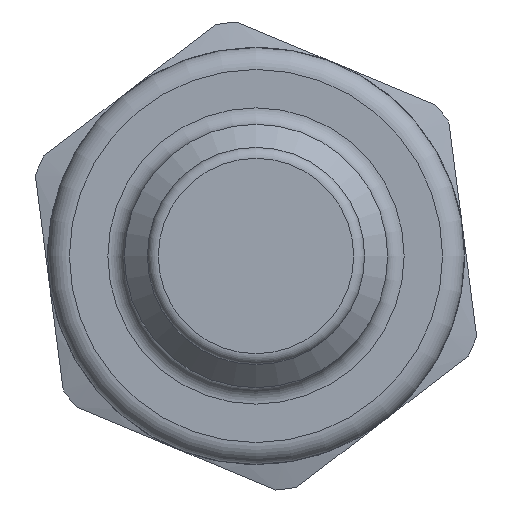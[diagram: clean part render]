
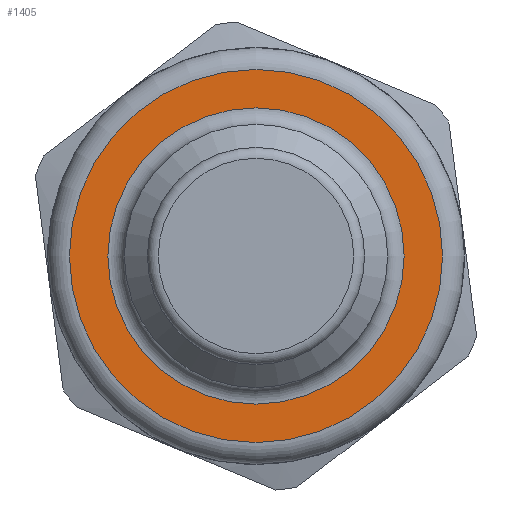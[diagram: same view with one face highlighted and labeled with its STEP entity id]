
A CAD part, left-side view. The second image highlights one B-rep face of the part: STEP entity #1405.
In plain terms, the highlighted planar face has unit normal (-1, 0, 0).
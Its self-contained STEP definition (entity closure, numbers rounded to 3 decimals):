
#1363=CARTESIAN_POINT('',(20.0,8.5,0.0));
#1364=VERTEX_POINT('',#1363);
#1365=CARTESIAN_POINT('',(20.0,0.0,0.0));
#1366=DIRECTION('',(1.0,0.0,0.0));
#1367=DIRECTION('',(0.0,-1.0,0.0));
#1368=AXIS2_PLACEMENT_3D('',#1365,#1366,#1367);
#1369=CIRCLE('',#1368,8.5);
#1370=EDGE_CURVE('',#1364,#1364,#1369,.T.);
#1386=CARTESIAN_POINT('',(20.0,7.75,0.0));
#1387=DIRECTION('',(-1.0,0.0,0.0));
#1388=DIRECTION('',(0.0,0.0,1.0));
#1389=AXIS2_PLACEMENT_3D('',#1386,#1387,#1388);
#1390=PLANE('',#1389);
#1391=ORIENTED_EDGE('',*,*,#1370,.F.);
#1392=EDGE_LOOP('',(#1391));
#1393=FACE_OUTER_BOUND('',#1392,.T.);
#1394=CARTESIAN_POINT('',(20.0,6.75,0.));
#1395=VERTEX_POINT('',#1394);
#1396=CARTESIAN_POINT('',(20.0,0.0,0.0));
#1397=DIRECTION('',(-1.0,0.0,0.0));
#1398=DIRECTION('',(0.0,-1.0,0.0));
#1399=AXIS2_PLACEMENT_3D('',#1396,#1397,#1398);
#1400=CIRCLE('',#1399,6.75);
#1401=EDGE_CURVE('',#1395,#1395,#1400,.T.);
#1402=ORIENTED_EDGE('',*,*,#1401,.F.);
#1403=EDGE_LOOP('',(#1402));
#1404=FACE_BOUND('',#1403,.T.);
#1405=ADVANCED_FACE('',(#1393,#1404),#1390,.T.);
